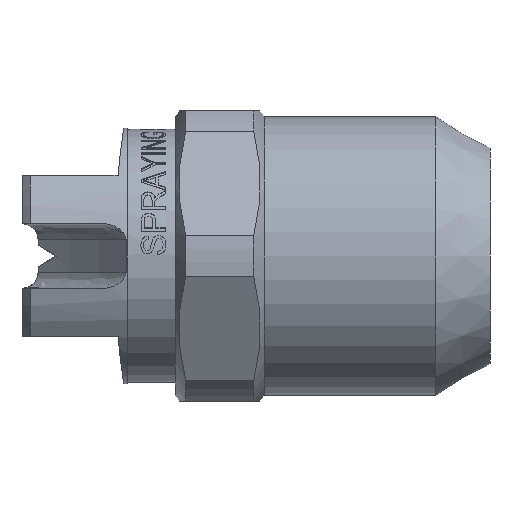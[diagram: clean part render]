
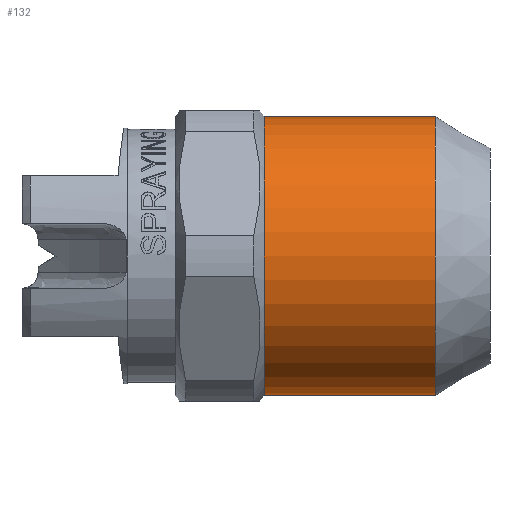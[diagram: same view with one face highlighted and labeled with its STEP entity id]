
A CAD part, front view. The second image highlights one B-rep face of the part: STEP entity #132.
In plain terms, the highlighted cylindrical face has radius 6.858 mm (diameter 13.716 mm), a full revolution.
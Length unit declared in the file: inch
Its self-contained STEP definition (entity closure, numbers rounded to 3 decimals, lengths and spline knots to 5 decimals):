
#98=CARTESIAN_POINT('',(0.33184,0.27,0.));
#99=VERTEX_POINT('',#98);
#100=CARTESIAN_POINT('',(0.33184,0.,0.0));
#101=DIRECTION('',(1.0,0.0,0.0));
#102=DIRECTION('',(0.0,-1.0,0.0));
#103=AXIS2_PLACEMENT_3D('',#100,#101,#102);
#104=CIRCLE('',#103,0.27);
#105=EDGE_CURVE('',#99,#99,#104,.T.);
#113=CARTESIAN_POINT('',(0.21875,0.,0.0));
#114=DIRECTION('',(1.0,0.,0.0));
#115=DIRECTION('',(0.0,1.0,0.0));
#116=AXIS2_PLACEMENT_3D('',#113,#114,#115);
#117=CYLINDRICAL_SURFACE('',#116,0.27);
#118=CARTESIAN_POINT('',(0.,0.27,0.0));
#119=VERTEX_POINT('',#118);
#120=CARTESIAN_POINT('',(0.,0.,0.0));
#121=DIRECTION('',(1.0,0.0,0.0));
#122=DIRECTION('',(0.0,1.0,0.0));
#123=AXIS2_PLACEMENT_3D('',#120,#121,#122);
#124=CIRCLE('',#123,0.27);
#125=EDGE_CURVE('',#119,#119,#124,.T.);
#126=ORIENTED_EDGE('',*,*,#125,.T.);
#127=EDGE_LOOP('',(#126));
#128=FACE_OUTER_BOUND('',#127,.T.);
#129=ORIENTED_EDGE('',*,*,#105,.F.);
#130=EDGE_LOOP('',(#129));
#131=FACE_BOUND('',#130,.T.);
#132=ADVANCED_FACE('',(#128,#131),#117,.T.);
